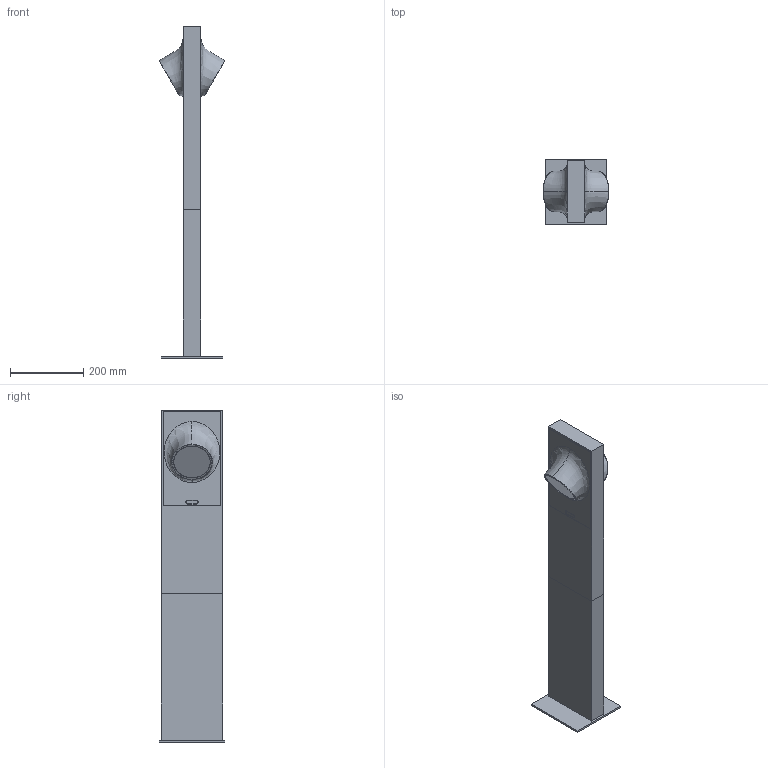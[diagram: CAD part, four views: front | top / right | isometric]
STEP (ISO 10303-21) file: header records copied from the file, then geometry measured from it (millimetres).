
FILE_DESCRIPTION(/* description */ (''),/* implementation_level */ '2;1');
FILE_NAME(/* name */ 'Ciclope_Bifacciale_H90_3D',/* time_stamp */ '2011-11-17T14:16:17+01:00',/* author */ (''),/* organization */ (''),/* preprocessor_version */ 'ST-DEVELOPER v10',/* originating_system */ '',/* authorisation */ '');
FILE_SCHEMA (('CONFIG_CONTROL_DESIGN'));
Length unit declared in the file: millimetre
Products named in the file (1): 1
Bounding box: 178.87 x 180 x 905.5 mm (x, y, z)
Volume: 150300 mm3; surface area: 479697.8 mm2
Topology: 1 solids, 7 shells, 79 faces, 222 edges, 154 vertices
Faces by surface type: bspline 46, plane 33
Entity records: 6781 total; most frequent: CARTESIAN_POINT 5430, ORIENTED_EDGE 370, EDGE_CURVE 222, VERTEX_POINT 154, B_SPLINE_CURVE_WITH_KNOTS 130, EDGE_LOOP 87, ADVANCED_FACE 79, FACE_OUTER_BOUND 79
